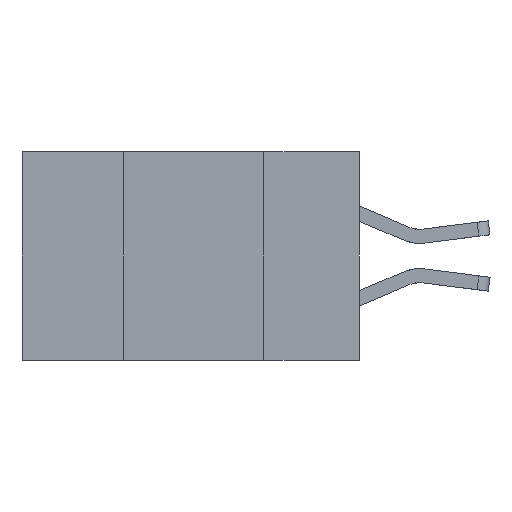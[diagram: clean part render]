
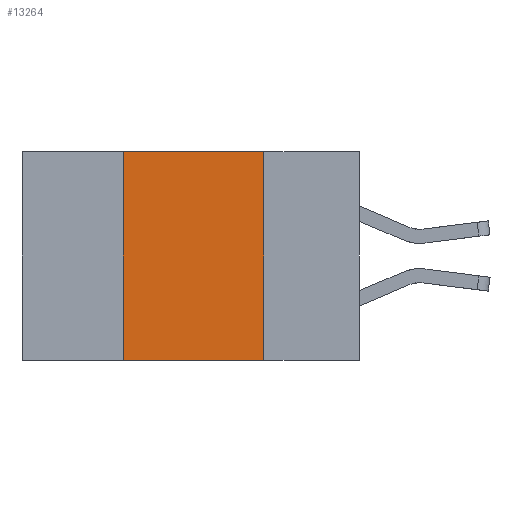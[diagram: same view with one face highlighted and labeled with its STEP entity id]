
A CAD part, left-side view. The second image highlights one B-rep face of the part: STEP entity #13264.
In plain terms, the highlighted planar face has unit normal (-1, 0, 0).
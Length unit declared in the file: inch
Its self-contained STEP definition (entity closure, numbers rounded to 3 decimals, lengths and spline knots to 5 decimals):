
#407 = CARTESIAN_POINT ( 'NONE',  ( 0., 0.6, -0.37 ) ) ;
#922 = DIRECTION ( 'NONE',  ( 0., 0., -1. ) ) ;
#1461 = CARTESIAN_POINT ( 'NONE',  ( 0., 0.42, -0.37 ) ) ;
#2396 = CARTESIAN_POINT ( 'NONE',  ( 0., 0.6, 0. ) ) ;
#2779 = VECTOR ( 'NONE', #9683, 39.37008 ) ;
#3064 = VECTOR ( 'NONE', #922, 39.37008 ) ;
#3137 = ORIENTED_EDGE ( 'NONE', *, *, #14881, .F. ) ;
#3719 = VERTEX_POINT ( 'NONE', #9247 ) ;
#3826 = AXIS2_PLACEMENT_3D ( 'NONE', #2396, #4920, #8438 ) ;
#3889 = ORIENTED_EDGE ( 'NONE', *, *, #9181, .T. ) ;
#4813 = CARTESIAN_POINT ( 'NONE',  ( 0., 0.17, -0.37 ) ) ;
#4920 = DIRECTION ( 'NONE',  ( 1., 0., 0. ) ) ;
#5225 = VECTOR ( 'NONE', #6739, 39.37008 ) ;
#5363 = ORIENTED_EDGE ( 'NONE', *, *, #14819, .F. ) ;
#5709 = PLANE ( 'NONE',  #3826 ) ;
#6739 = DIRECTION ( 'NONE',  ( 0., 0., 1. ) ) ;
#6954 = DIRECTION ( 'NONE',  ( 0., -1., 0. ) ) ;
#7203 = LINE ( 'NONE', #407, #2779 ) ;
#8188 = EDGE_CURVE ( 'NONE', #13945, #8652, #8348, .T. ) ;
#8348 = LINE ( 'NONE', #8615, #5225 ) ;
#8438 = DIRECTION ( 'NONE',  ( 0., 0., -1. ) ) ;
#8615 = CARTESIAN_POINT ( 'NONE',  ( 0., 0.42, 0. ) ) ;
#8652 = VERTEX_POINT ( 'NONE', #9889 ) ;
#9112 = CARTESIAN_POINT ( 'NONE',  ( 0., 0.6, 0. ) ) ;
#9181 = EDGE_CURVE ( 'NONE', #13945, #11067, #7203, .T. ) ;
#9247 = CARTESIAN_POINT ( 'NONE',  ( 0., 0.17, 0. ) ) ;
#9331 = VECTOR ( 'NONE', #6954, 39.37008 ) ;
#9520 = LINE ( 'NONE', #11624, #3064 ) ;
#9683 = DIRECTION ( 'NONE',  ( 0., -1., 0. ) ) ;
#9889 = CARTESIAN_POINT ( 'NONE',  ( 0., 0.42, 0. ) ) ;
#11067 = VERTEX_POINT ( 'NONE', #4813 ) ;
#11624 = CARTESIAN_POINT ( 'NONE',  ( 0., 0.17, 0. ) ) ;
#11949 = FACE_OUTER_BOUND ( 'NONE', #13796, .T. ) ;
#13264 = ADVANCED_FACE ( 'NONE', ( #11949 ), #5709, .F. ) ;
#13296 = ORIENTED_EDGE ( 'NONE', *, *, #8188, .F. ) ;
#13796 = EDGE_LOOP ( 'NONE', ( #3137, #5363, #13296, #3889 ) ) ;
#13945 = VERTEX_POINT ( 'NONE', #1461 ) ;
#14657 = LINE ( 'NONE', #9112, #9331 ) ;
#14819 = EDGE_CURVE ( 'NONE', #8652, #3719, #14657, .T. ) ;
#14881 = EDGE_CURVE ( 'NONE', #3719, #11067, #9520, .T. ) ;
